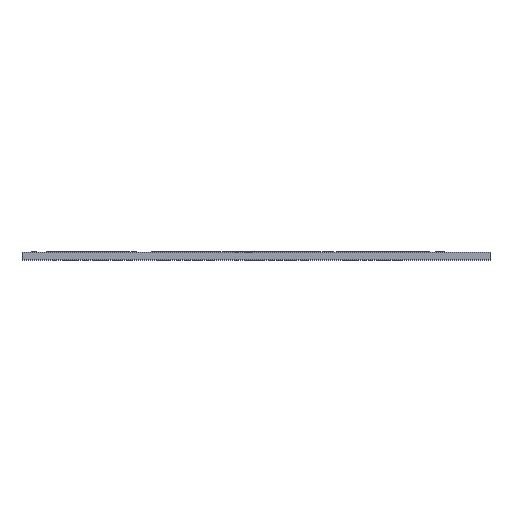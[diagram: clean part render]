
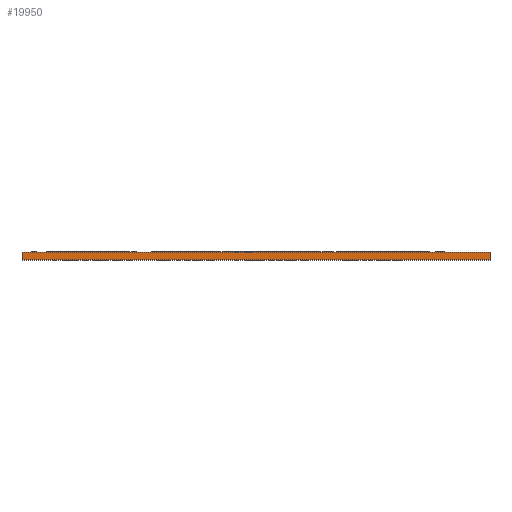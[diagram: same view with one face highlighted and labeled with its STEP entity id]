
A CAD part, front view. The second image highlights one B-rep face of the part: STEP entity #19950.
In plain terms, the highlighted planar face has unit normal (0, -1, 0).
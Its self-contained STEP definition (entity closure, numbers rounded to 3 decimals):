
#19950 = ADVANCED_FACE('',(#19951),#19985,.T.);
#19951 = FACE_BOUND('',#19952,.T.);
#19952 = EDGE_LOOP('',(#19953,#19963,#19971,#19979));
#19953 = ORIENTED_EDGE('',*,*,#19954,.T.);
#19954 = EDGE_CURVE('',#19955,#19957,#19959,.T.);
#19955 = VERTEX_POINT('',#19956);
#19956 = CARTESIAN_POINT('',(214.313,-133.35,0.));
#19957 = VERTEX_POINT('',#19958);
#19958 = CARTESIAN_POINT('',(214.313,-133.35,1.51));
#19959 = LINE('',#19960,#19961);
#19960 = CARTESIAN_POINT('',(214.313,-133.35,0.));
#19961 = VECTOR('',#19962,1.);
#19962 = DIRECTION('',(0.,0.,1.));
#19963 = ORIENTED_EDGE('',*,*,#19964,.T.);
#19964 = EDGE_CURVE('',#19957,#19965,#19967,.T.);
#19965 = VERTEX_POINT('',#19966);
#19966 = CARTESIAN_POINT('',(119.063,-133.35,1.51));
#19967 = LINE('',#19968,#19969);
#19968 = CARTESIAN_POINT('',(214.313,-133.35,1.51));
#19969 = VECTOR('',#19970,1.);
#19970 = DIRECTION('',(-1.,0.,0.));
#19971 = ORIENTED_EDGE('',*,*,#19972,.F.);
#19972 = EDGE_CURVE('',#19973,#19965,#19975,.T.);
#19973 = VERTEX_POINT('',#19974);
#19974 = CARTESIAN_POINT('',(119.063,-133.35,0.));
#19975 = LINE('',#19976,#19977);
#19976 = CARTESIAN_POINT('',(119.063,-133.35,0.));
#19977 = VECTOR('',#19978,1.);
#19978 = DIRECTION('',(0.,0.,1.));
#19979 = ORIENTED_EDGE('',*,*,#19980,.F.);
#19980 = EDGE_CURVE('',#19955,#19973,#19981,.T.);
#19981 = LINE('',#19982,#19983);
#19982 = CARTESIAN_POINT('',(214.313,-133.35,0.));
#19983 = VECTOR('',#19984,1.);
#19984 = DIRECTION('',(-1.,0.,0.));
#19985 = PLANE('',#19986);
#19986 = AXIS2_PLACEMENT_3D('',#19987,#19988,#19989);
#19987 = CARTESIAN_POINT('',(214.313,-133.35,0.));
#19988 = DIRECTION('',(0.,-1.,0.));
#19989 = DIRECTION('',(-1.,0.,0.));
